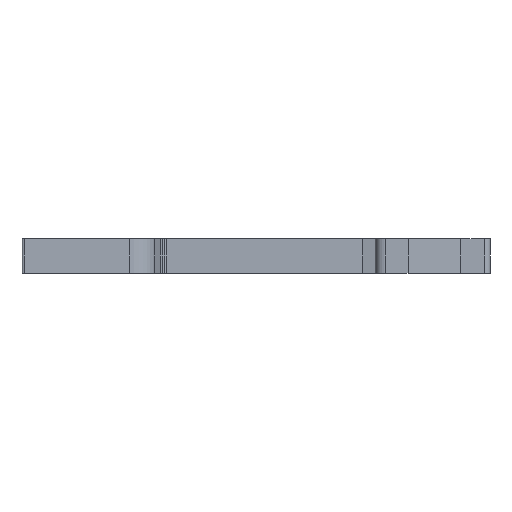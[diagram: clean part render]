
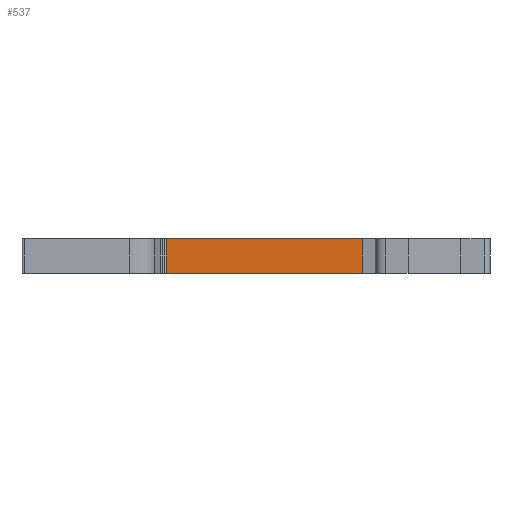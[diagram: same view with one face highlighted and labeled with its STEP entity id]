
A CAD part, front view. The second image highlights one B-rep face of the part: STEP entity #537.
In plain terms, the highlighted planar face has unit normal (0, -1, 0).
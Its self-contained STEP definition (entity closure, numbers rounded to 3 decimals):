
#537=ADVANCED_FACE('',(#1104),#824,.F.);
#824=PLANE('',#7295);
#1104=FACE_OUTER_BOUND('',#1478,.T.);
#1478=EDGE_LOOP('',(#4309,#4310,#4311,#4312));
#1730=LINE('',#9824,#2422);
#1862=LINE('',#10380,#2554);
#2162=LINE('',#11108,#2854);
#2163=LINE('',#11110,#2855);
#2422=VECTOR('',#7749,1.);
#2554=VECTOR('',#8125,1.);
#2854=VECTOR('',#8857,1.);
#2855=VECTOR('',#8860,1.);
#4309=ORIENTED_EDGE('',*,*,#6021,.F.);
#4310=ORIENTED_EDGE('',*,*,#6392,.F.);
#4311=ORIENTED_EDGE('',*,*,#5808,.F.);
#4312=ORIENTED_EDGE('',*,*,#6391,.T.);
#5161=VERTEX_POINT('',#9823);
#5162=VERTEX_POINT('',#9825);
#5327=VERTEX_POINT('',#10379);
#5328=VERTEX_POINT('',#10381);
#5808=EDGE_CURVE('',#5161,#5162,#1730,.T.);
#6021=EDGE_CURVE('',#5327,#5328,#1862,.T.);
#6391=EDGE_CURVE('',#5161,#5328,#2162,.T.);
#6392=EDGE_CURVE('',#5162,#5327,#2163,.T.);
#7295=AXIS2_PLACEMENT_3D('',#11111,#8861,#8862);
#7749=DIRECTION('',(1.,0.,0.));
#8125=DIRECTION('',(-1.,0.,0.));
#8857=DIRECTION('',(0.,0.,-1.));
#8860=DIRECTION('',(0.,0.,-1.));
#8861=DIRECTION('',(0.,1.,0.));
#8862=DIRECTION('',(0.,0.,1.));
#9823=CARTESIAN_POINT('',(-14.9,0.4,0.));
#9824=CARTESIAN_POINT('',(-14.9,0.4,0.));
#9825=CARTESIAN_POINT('',(13.845,0.4,0.));
#10379=CARTESIAN_POINT('',(13.845,0.4,-5.1));
#10380=CARTESIAN_POINT('',(7.3,0.4,-5.1));
#10381=CARTESIAN_POINT('',(-14.9,0.4,-5.1));
#11108=CARTESIAN_POINT('',(-14.9,0.4,0.));
#11110=CARTESIAN_POINT('',(13.845,0.4,0.));
#11111=CARTESIAN_POINT('',(13.845,0.4,0.));
